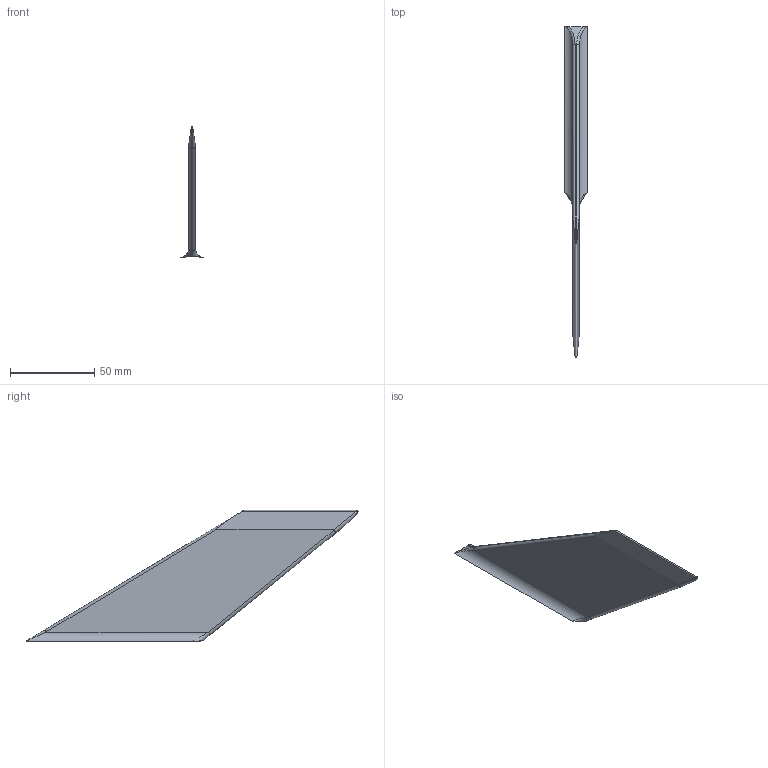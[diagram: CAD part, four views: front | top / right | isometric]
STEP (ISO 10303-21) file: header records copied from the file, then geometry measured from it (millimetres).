
FILE_DESCRIPTION(/* description */ (''),/* implementation_level */ '2;1');
FILE_NAME(/* name */ 'Fin v5.step',/* time_stamp */ '2023-09-28T23:08:03-04:00',/* author */ (''),/* organization */ (''),/* preprocessor_version */ 'ST-DEVELOPER v20',/* originating_system */ 'Autodesk Translation Framework v12.14.0.127',/* authorisation */ '');
FILE_SCHEMA (('AUTOMOTIVE_DESIGN { 1 0 10303 214 3 1 1 }'));
Length unit declared in the file: millimetre
Products named in the file (1): Fin
Bounding box: 13.4 x 197.29 x 77.91 mm (x, y, z)
Volume: 26612.3 mm3; surface area: 16306.3 mm2
Topology: 1 solids, 1 shells, 20 faces, 47 edges, 28 vertices
Faces by surface type: cylinder 9, plane 6, bspline 5
Entity records: 888 total; most frequent: CARTESIAN_POINT 407, DIRECTION 98, ORIENTED_EDGE 92, EDGE_CURVE 46, AXIS2_PLACEMENT_3D 40, VERTEX_POINT 28, FACE_OUTER_BOUND 20, EDGE_LOOP 20
